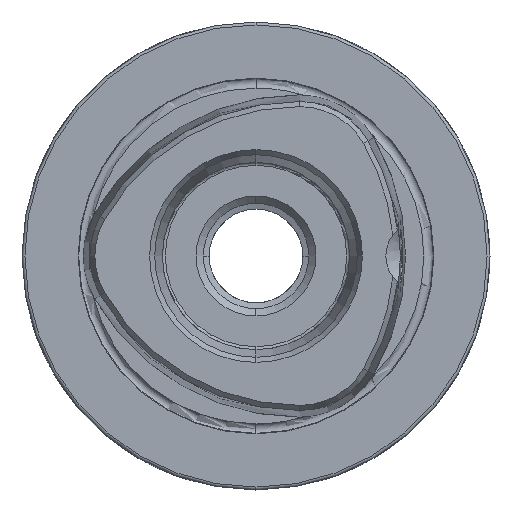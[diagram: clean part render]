
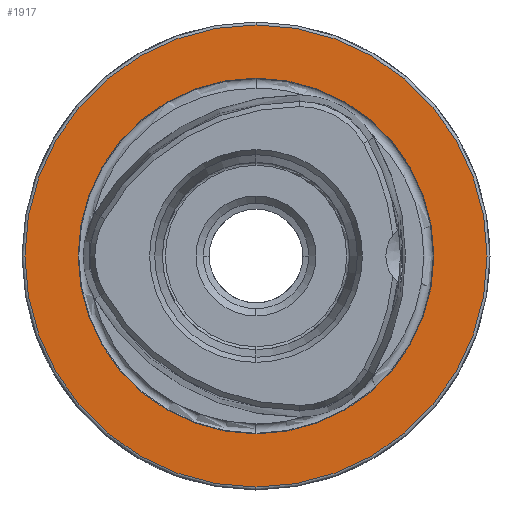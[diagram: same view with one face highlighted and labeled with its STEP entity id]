
A CAD part, left-side view. The second image highlights one B-rep face of the part: STEP entity #1917.
In plain terms, the highlighted planar face has unit normal (-1, 0, 0).
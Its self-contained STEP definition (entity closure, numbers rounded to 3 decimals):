
#84 = ORIENTED_EDGE ( 'NONE', *, *, #2375, .F. ) ;
#123 = CARTESIAN_POINT ( 'NONE',  ( 0., 0., 30.4 ) ) ;
#423 = AXIS2_PLACEMENT_3D ( 'NONE', #1166, #1144, #1082 ) ;
#538 = VERTEX_POINT ( 'NONE', #4046 ) ;
#602 = VERTEX_POINT ( 'NONE', #4585 ) ;
#794 = CARTESIAN_POINT ( 'NONE',  ( 0., 0., -39.5 ) ) ;
#983 = AXIS2_PLACEMENT_3D ( 'NONE', #3805, #3799, #3764 ) ;
#1082 = DIRECTION ( 'NONE',  ( 0., 0., 1. ) ) ;
#1144 = DIRECTION ( 'NONE',  ( -1., 0., 0. ) ) ;
#1166 = CARTESIAN_POINT ( 'NONE',  ( 0., 0., 0. ) ) ;
#1562 = VERTEX_POINT ( 'NONE', #794 ) ;
#1807 = EDGE_CURVE ( 'NONE', #1562, #602, #7045, .T. ) ;
#1917 = ADVANCED_FACE ( 'NONE', ( #4253, #2731 ), #2444, .F. ) ;
#2188 = VERTEX_POINT ( 'NONE', #123 ) ;
#2375 = EDGE_CURVE ( 'NONE', #2188, #538, #2583, .T. ) ;
#2413 = DIRECTION ( 'NONE',  ( 0., 0., -1. ) ) ;
#2437 = DIRECTION ( 'NONE',  ( 1., 0., 0. ) ) ;
#2444 = PLANE ( 'NONE',  #3427 ) ;
#2577 = AXIS2_PLACEMENT_3D ( 'NONE', #4402, #4388, #4383 ) ;
#2583 = CIRCLE ( 'NONE', #2577, 30.4 ) ;
#2731 = FACE_OUTER_BOUND ( 'NONE', #7187, .T. ) ;
#2866 = CARTESIAN_POINT ( 'NONE',  ( 0., 30.4, 0. ) ) ;
#3427 = AXIS2_PLACEMENT_3D ( 'NONE', #2866, #2437, #2413 ) ;
#3764 = DIRECTION ( 'NONE',  ( 0., 0., 1. ) ) ;
#3781 = AXIS2_PLACEMENT_3D ( 'NONE', #4586, #4570, #4561 ) ;
#3799 = DIRECTION ( 'NONE',  ( -1., 0., 0. ) ) ;
#3805 = CARTESIAN_POINT ( 'NONE',  ( 0., 0., 0. ) ) ;
#4046 = CARTESIAN_POINT ( 'NONE',  ( 0., 0., -30.4 ) ) ;
#4253 = FACE_BOUND ( 'NONE', #6909, .T. ) ;
#4383 = DIRECTION ( 'NONE',  ( 0., 0., 1. ) ) ;
#4388 = DIRECTION ( 'NONE',  ( -1., 0., 0. ) ) ;
#4402 = CARTESIAN_POINT ( 'NONE',  ( 0., 0., 0. ) ) ;
#4561 = DIRECTION ( 'NONE',  ( 0., 0., 1. ) ) ;
#4570 = DIRECTION ( 'NONE',  ( -1., 0., 0. ) ) ;
#4585 = CARTESIAN_POINT ( 'NONE',  ( 0., 0., 39.5 ) ) ;
#4586 = CARTESIAN_POINT ( 'NONE',  ( 0., 0., 0. ) ) ;
#4636 = CIRCLE ( 'NONE', #983, 30.4 ) ;
#4641 = ORIENTED_EDGE ( 'NONE', *, *, #6283, .T. ) ;
#4660 = ORIENTED_EDGE ( 'NONE', *, *, #1807, .T. ) ;
#5559 = EDGE_CURVE ( 'NONE', #538, #2188, #4636, .T. ) ;
#5614 = CIRCLE ( 'NONE', #423, 39.5 ) ;
#6283 = EDGE_CURVE ( 'NONE', #602, #1562, #5614, .T. ) ;
#6855 = ORIENTED_EDGE ( 'NONE', *, *, #5559, .F. ) ;
#6909 = EDGE_LOOP ( 'NONE', ( #84, #6855 ) ) ;
#7045 = CIRCLE ( 'NONE', #3781, 39.5 ) ;
#7187 = EDGE_LOOP ( 'NONE', ( #4641, #4660 ) ) ;
